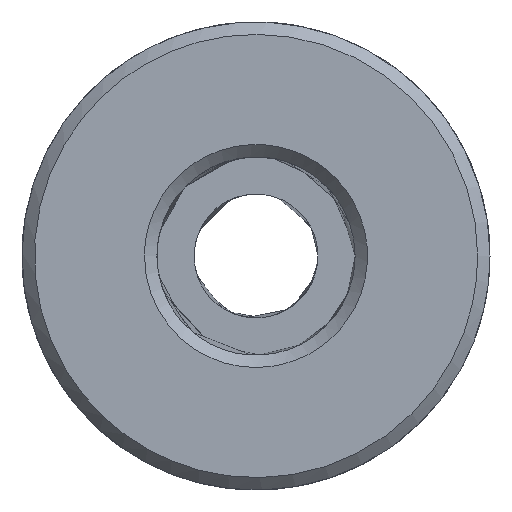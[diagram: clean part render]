
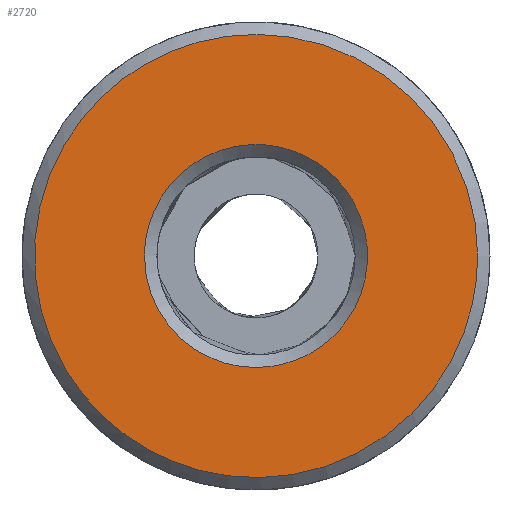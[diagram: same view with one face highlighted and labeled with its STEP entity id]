
A CAD part, front view. The second image highlights one B-rep face of the part: STEP entity #2720.
In plain terms, the highlighted free-form (B-spline) face has degree [1, 1] with [2, 2] control points.
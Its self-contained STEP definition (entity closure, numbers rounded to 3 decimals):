
#2720 = ADVANCED_FACE('',(#2721,#2735),#2749,.T.);
#2721 = FACE_BOUND('',#2722,.T.);
#2722 = EDGE_LOOP('',(#2723));
#2723 = ORIENTED_EDGE('',*,*,#2724,.T.);
#2724 = EDGE_CURVE('',#2725,#2725,#2727,.T.);
#2725 = VERTEX_POINT('',#2726);
#2726 = CARTESIAN_POINT('',(9.713,0.,0.));
#2727 = ( BOUNDED_CURVE() B_SPLINE_CURVE(2,(#2728,#2729,#2730,#2731,
#2732,#2733,#2734),.UNSPECIFIED.,.T.,.F.) B_SPLINE_CURVE_WITH_KNOTS((1,2
    ,2,2,2,1),(-2.094,0.,2.094,4.189,
6.283,8.378),.UNSPECIFIED.) CURVE() 
GEOMETRIC_REPRESENTATION_ITEM() RATIONAL_B_SPLINE_CURVE((1.,0.5,1.,0.5,
1.,0.5,1.)) REPRESENTATION_ITEM('') );
#2728 = CARTESIAN_POINT('',(9.713,0.,0.));
#2729 = CARTESIAN_POINT('',(9.713,0.,
    16.823));
#2730 = CARTESIAN_POINT('',(-4.856,0.,
    8.412));
#2731 = CARTESIAN_POINT('',(-19.426,0.,
    0.));
#2732 = CARTESIAN_POINT('',(-4.856,0.,
    -8.412));
#2733 = CARTESIAN_POINT('',(9.713,0.,
    -16.823));
#2734 = CARTESIAN_POINT('',(9.713,0.,0.));
#2735 = FACE_BOUND('',#2736,.T.);
#2736 = EDGE_LOOP('',(#2737));
#2737 = ORIENTED_EDGE('',*,*,#2738,.F.);
#2738 = EDGE_CURVE('',#2739,#2739,#2741,.T.);
#2739 = VERTEX_POINT('',#2740);
#2740 = CARTESIAN_POINT('',(-4.886,0.,
    0.));
#2741 = ( BOUNDED_CURVE() B_SPLINE_CURVE(2,(#2742,#2743,#2744,#2745,
#2746,#2747,#2748),.UNSPECIFIED.,.T.,.F.) B_SPLINE_CURVE_WITH_KNOTS((3,2
    ,2,3),(3.142,5.236,7.33,9.425),
.PIECEWISE_BEZIER_KNOTS.) CURVE() GEOMETRIC_REPRESENTATION_ITEM() 
RATIONAL_B_SPLINE_CURVE((1.,0.5,1.,0.5,1.,0.5,1.)) REPRESENTATION_ITEM(
  '') );
#2742 = CARTESIAN_POINT('',(-4.886,0.,
    0.));
#2743 = CARTESIAN_POINT('',(-4.886,0.,
    -8.463));
#2744 = CARTESIAN_POINT('',(2.443,0.,
    -4.232));
#2745 = CARTESIAN_POINT('',(9.773,0.,
    0.));
#2746 = CARTESIAN_POINT('',(2.443,0.,
    4.232));
#2747 = CARTESIAN_POINT('',(-4.886,0.,
    8.463));
#2748 = CARTESIAN_POINT('',(-4.886,0.,
    0.));
#2749 = B_SPLINE_SURFACE_WITH_KNOTS('',1,1,(
    (#2750,#2751)
    ,(#2752,#2753
  )),.UNSPECIFIED.,.F.,.F.,.F.,(2,2),(2,2),(-8.945,8.945),(0.5,18.39),
  .PIECEWISE_BEZIER_KNOTS.);
#2750 = CARTESIAN_POINT('',(-9.713,0.,
    9.713));
#2751 = CARTESIAN_POINT('',(9.713,0.,
    9.713));
#2752 = CARTESIAN_POINT('',(-9.713,0.,
    -9.713));
#2753 = CARTESIAN_POINT('',(9.713,0.,
    -9.713));
